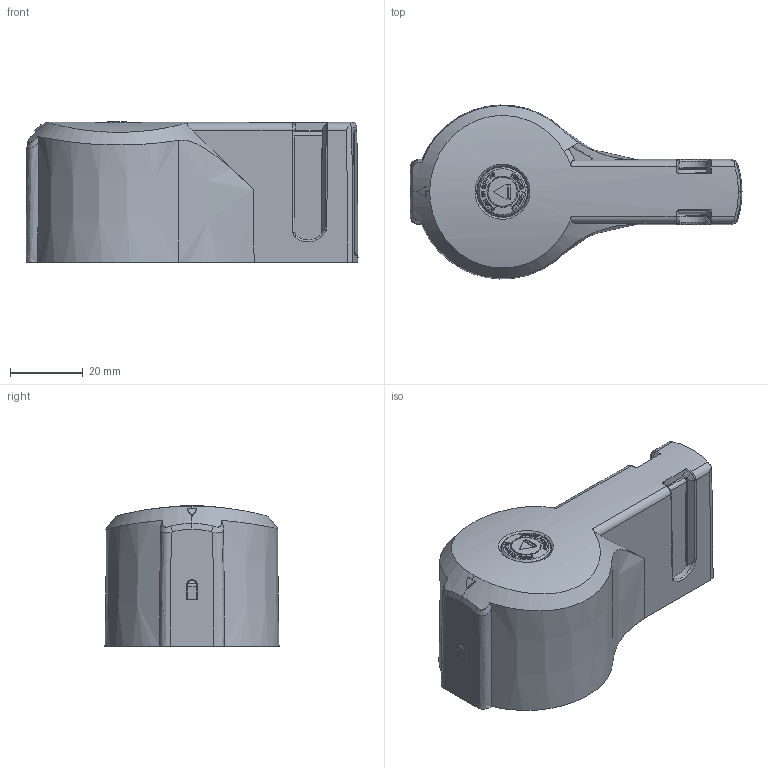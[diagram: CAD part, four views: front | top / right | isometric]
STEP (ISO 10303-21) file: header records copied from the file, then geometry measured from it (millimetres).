
FILE_DESCRIPTION(/* description */ (''),/* implementation_level */ '2;1');
FILE_NAME(/* name */ '3d_GEFX62DB.stp',/* time_stamp */ '2024-10-04T16:13:30+02:00',/* author */ (''),/* organization */ (''),/* preprocessor_version */ 'ST-DEVELOPER v16.7',/* originating_system */ 'SIEMENS PLM Software NX 12.0',/* authorisation */ '');
FILE_SCHEMA (('AUTOMOTIVE_DESIGN { 1 0 10303 214 3 1 1 1 }'));
Length unit declared in the file: millimetre
Products named in the file (1): RuggC16432B6tkzj
Bounding box: 91.5 x 47.98 x 38.67 mm (x, y, z)
Surface area: 34452.8 mm2 (no closed solid volume)
Topology: 0 solids, 5 shells, 854 faces, 3187 edges, 2232 vertices
Faces by surface type: bspline 314, plane 295, cylinder 103, cone 79, sphere 40, torus 23
Full cylindrical faces by diameter (mm): 8 x1, 8.6 x1
Entity records: 45126 total; most frequent: CARTESIAN_POINT 25950, ORIENTED_EDGE 5395, EDGE_CURVE 3163, B_SPLINE_CURVE_WITH_KNOTS 3160, VERTEX_POINT 2228, DIRECTION 1085, EDGE_LOOP 907, ADVANCED_FACE 854
